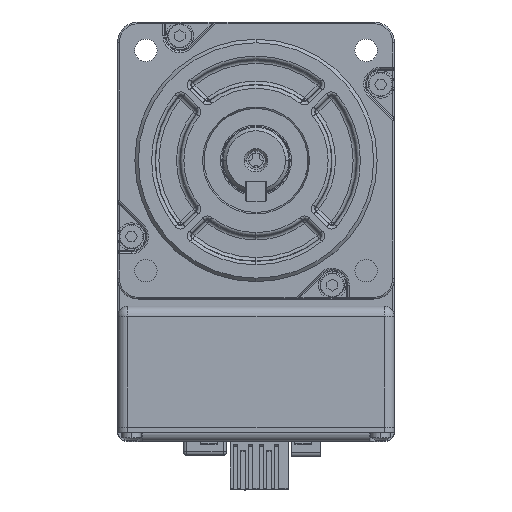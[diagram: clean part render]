
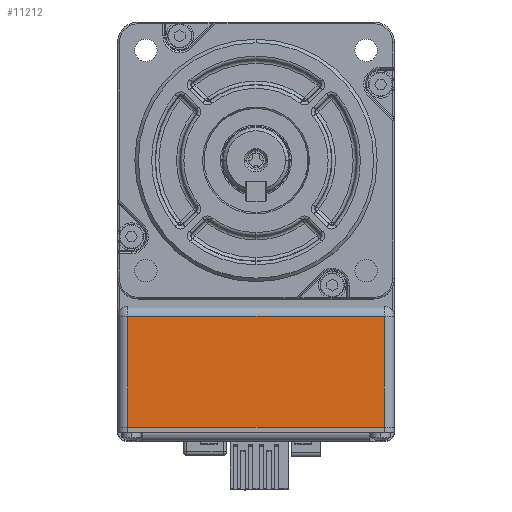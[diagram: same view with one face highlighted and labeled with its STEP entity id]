
A CAD part, top view. The second image highlights one B-rep face of the part: STEP entity #11212.
In plain terms, the highlighted planar face has unit normal (0, 0, 1).
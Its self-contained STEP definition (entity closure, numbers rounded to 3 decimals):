
#4055 = ORIENTED_EDGE ( 'NONE', *, *, #25223, .T. ) ;
#8236 = DIRECTION ( 'NONE',  ( -1., 0., 0. ) ) ;
#8567 = DIRECTION ( 'NONE',  ( 0., -1., 0. ) ) ;
#9144 = LINE ( 'NONE', #56339, #79231 ) ;
#11212 = ADVANCED_FACE ( 'NONE', ( #78916 ), #23903, .T. ) ;
#13449 = CARTESIAN_POINT ( 'NONE',  ( 44.277, -36.051, 44.657 ) ) ;
#19819 = EDGE_CURVE ( 'NONE', #63360, #37906, #9144, .T. ) ;
#23011 = CARTESIAN_POINT ( 'NONE',  ( 7.277, 20.949, 44.657 ) ) ;
#23306 = DIRECTION ( 'NONE',  ( 0., 0., 1. ) ) ;
#23903 = PLANE ( 'NONE',  #67008 ) ;
#25223 = EDGE_CURVE ( 'NONE', #37906, #67187, #25453, .T. ) ;
#25453 = LINE ( 'NONE', #29365, #57325 ) ;
#26469 = CARTESIAN_POINT ( 'NONE',  ( 44.277, -4.051, 44.657 ) ) ;
#29365 = CARTESIAN_POINT ( 'NONE',  ( -29.723, -36.051, 44.657 ) ) ;
#31064 = VECTOR ( 'NONE', #53497, 1000. ) ;
#37906 = VERTEX_POINT ( 'NONE', #42445 ) ;
#42445 = CARTESIAN_POINT ( 'NONE',  ( -29.723, -4.051, 44.657 ) ) ;
#43486 = CARTESIAN_POINT ( 'NONE',  ( -29.723, -36.051, 44.657 ) ) ;
#53497 = DIRECTION ( 'NONE',  ( 0., 1., 0. ) ) ;
#54129 = CARTESIAN_POINT ( 'NONE',  ( 44.277, -4.051, 44.657 ) ) ;
#55623 = EDGE_CURVE ( 'NONE', #67187, #67574, #75792, .T. ) ;
#56339 = CARTESIAN_POINT ( 'NONE',  ( -29.723, -4.051, 44.657 ) ) ;
#57325 = VECTOR ( 'NONE', #8567, 1000. ) ;
#60991 = EDGE_CURVE ( 'NONE', #67574, #63360, #78825, .T. ) ;
#62956 = ORIENTED_EDGE ( 'NONE', *, *, #60991, .T. ) ;
#63360 = VERTEX_POINT ( 'NONE', #54129 ) ;
#67008 = AXIS2_PLACEMENT_3D ( 'NONE', #23011, #23306, #70511 ) ;
#67187 = VERTEX_POINT ( 'NONE', #43486 ) ;
#67574 = VERTEX_POINT ( 'NONE', #13449 ) ;
#68494 = DIRECTION ( 'NONE',  ( 1., 0., 0. ) ) ;
#70511 = DIRECTION ( 'NONE',  ( 0., 1., 0. ) ) ;
#73435 = ORIENTED_EDGE ( 'NONE', *, *, #55623, .T. ) ;
#75792 = LINE ( 'NONE', #86688, #87481 ) ;
#78825 = LINE ( 'NONE', #26469, #31064 ) ;
#78916 = FACE_OUTER_BOUND ( 'NONE', #85938, .T. ) ;
#79231 = VECTOR ( 'NONE', #8236, 1000. ) ;
#85438 = ORIENTED_EDGE ( 'NONE', *, *, #19819, .T. ) ;
#85938 = EDGE_LOOP ( 'NONE', ( #85438, #4055, #73435, #62956 ) ) ;
#86688 = CARTESIAN_POINT ( 'NONE',  ( 7.277, -36.051, 44.657 ) ) ;
#87481 = VECTOR ( 'NONE', #68494, 1000. ) ;
